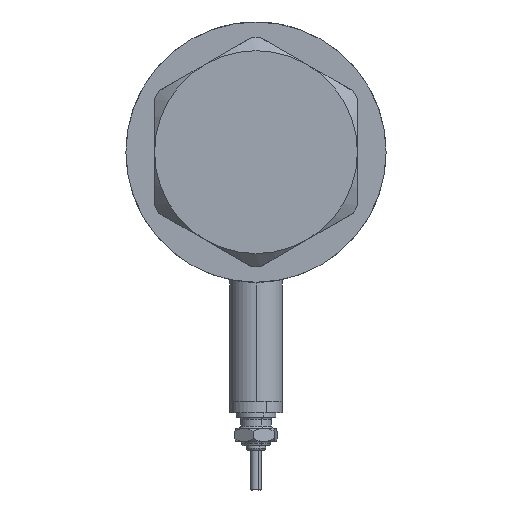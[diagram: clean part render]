
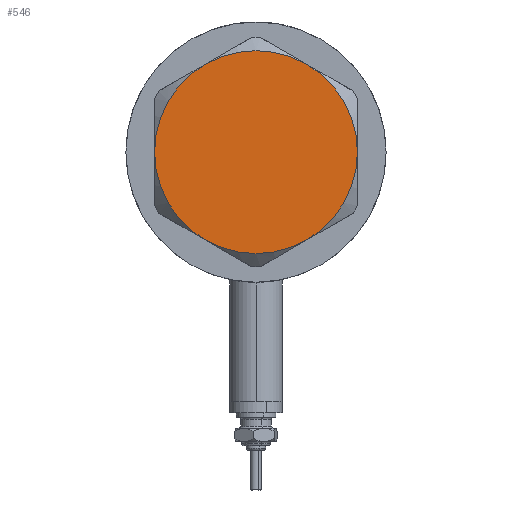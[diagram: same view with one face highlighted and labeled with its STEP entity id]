
A CAD part, left-side view. The second image highlights one B-rep face of the part: STEP entity #546.
In plain terms, the highlighted face is planar.
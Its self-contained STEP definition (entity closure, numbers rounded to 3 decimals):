
#138 = DIRECTION ( 'NONE',  ( 0., 0., 1. ) ) ;
#339 = CARTESIAN_POINT ( 'NONE',  ( 0., 0., 13. ) ) ;
#452 = AXIS2_PLACEMENT_3D ( 'NONE', #3430, #2937, #610 ) ;
#540 = CARTESIAN_POINT ( 'NONE',  ( 0., 0., 13. ) ) ;
#546 = ADVANCED_FACE ( 'NONE', ( #1694 ), #2940, .T. ) ;
#610 = DIRECTION ( 'NONE',  ( 1., 0., 0. ) ) ;
#640 = CARTESIAN_POINT ( 'NONE',  ( 0., 0., 13. ) ) ;
#767 = DIRECTION ( 'NONE',  ( 0., 0., 1. ) ) ;
#799 = DIRECTION ( 'NONE',  ( 0., 0., 1. ) ) ;
#842 = EDGE_LOOP ( 'NONE', ( #1605, #4928, #2859, #4609, #2281, #947 ) ) ;
#866 = VERTEX_POINT ( 'NONE', #2360 ) ;
#947 = ORIENTED_EDGE ( 'NONE', *, *, #2778, .T. ) ;
#1035 = CIRCLE ( 'NONE', #3423, 23. ) ;
#1122 = EDGE_CURVE ( 'NONE', #3858, #866, #2316, .T. ) ;
#1298 = CIRCLE ( 'NONE', #3772, 23. ) ;
#1554 = CARTESIAN_POINT ( 'NONE',  ( 0., 0., 13. ) ) ;
#1581 = DIRECTION ( 'NONE',  ( 0., 0., 1. ) ) ;
#1605 = ORIENTED_EDGE ( 'NONE', *, *, #1122, .T. ) ;
#1645 = CARTESIAN_POINT ( 'NONE',  ( 0., 0., 13. ) ) ;
#1694 = FACE_OUTER_BOUND ( 'NONE', #842, .T. ) ;
#1909 = EDGE_CURVE ( 'NONE', #5710, #5585, #1298, .T. ) ;
#1951 = DIRECTION ( 'NONE',  ( 1., 0., 0. ) ) ;
#2068 = CARTESIAN_POINT ( 'NONE',  ( 0., 0., 13. ) ) ;
#2166 = CIRCLE ( 'NONE', #452, 23. ) ;
#2281 = ORIENTED_EDGE ( 'NONE', *, *, #3033, .T. ) ;
#2316 = CIRCLE ( 'NONE', #3864, 23. ) ;
#2360 = CARTESIAN_POINT ( 'NONE',  ( 23., 0., 13. ) ) ;
#2502 = CARTESIAN_POINT ( 'NONE',  ( -23., 0., 13. ) ) ;
#2514 = DIRECTION ( 'NONE',  ( 1., 0., 0. ) ) ;
#2573 = VERTEX_POINT ( 'NONE', #2664 ) ;
#2630 = AXIS2_PLACEMENT_3D ( 'NONE', #1645, #138, #1951 ) ;
#2664 = CARTESIAN_POINT ( 'NONE',  ( 11.5, 19.919, 13. ) ) ;
#2702 = EDGE_CURVE ( 'NONE', #2573, #5710, #1035, .T. ) ;
#2778 = EDGE_CURVE ( 'NONE', #4734, #3858, #2166, .T. ) ;
#2859 = ORIENTED_EDGE ( 'NONE', *, *, #2702, .T. ) ;
#2937 = DIRECTION ( 'NONE',  ( 0., 0., 1. ) ) ;
#2940 = PLANE ( 'NONE',  #2982 ) ;
#2982 = AXIS2_PLACEMENT_3D ( 'NONE', #640, #5352, #3001 ) ;
#3001 = DIRECTION ( 'NONE',  ( 1., 0., 0. ) ) ;
#3033 = EDGE_CURVE ( 'NONE', #5585, #4734, #5629, .T. ) ;
#3100 = DIRECTION ( 'NONE',  ( 1., 0., 0. ) ) ;
#3376 = CARTESIAN_POINT ( 'NONE',  ( -11.5, -19.919, 13. ) ) ;
#3423 = AXIS2_PLACEMENT_3D ( 'NONE', #1554, #1581, #2514 ) ;
#3430 = CARTESIAN_POINT ( 'NONE',  ( 0., 0., 13. ) ) ;
#3565 = EDGE_CURVE ( 'NONE', #866, #2573, #5808, .T. ) ;
#3573 = DIRECTION ( 'NONE',  ( 1., 0., 0. ) ) ;
#3602 = CARTESIAN_POINT ( 'NONE',  ( 11.5, -19.919, 13. ) ) ;
#3687 = CARTESIAN_POINT ( 'NONE',  ( -11.5, 19.919, 13. ) ) ;
#3754 = DIRECTION ( 'NONE',  ( 1., 0., 0. ) ) ;
#3772 = AXIS2_PLACEMENT_3D ( 'NONE', #339, #799, #3100 ) ;
#3811 = AXIS2_PLACEMENT_3D ( 'NONE', #2068, #767, #3573 ) ;
#3858 = VERTEX_POINT ( 'NONE', #3602 ) ;
#3864 = AXIS2_PLACEMENT_3D ( 'NONE', #540, #4669, #3754 ) ;
#4609 = ORIENTED_EDGE ( 'NONE', *, *, #1909, .T. ) ;
#4669 = DIRECTION ( 'NONE',  ( 0., 0., 1. ) ) ;
#4734 = VERTEX_POINT ( 'NONE', #3376 ) ;
#4928 = ORIENTED_EDGE ( 'NONE', *, *, #3565, .T. ) ;
#5352 = DIRECTION ( 'NONE',  ( 0., 0., 1. ) ) ;
#5585 = VERTEX_POINT ( 'NONE', #2502 ) ;
#5629 = CIRCLE ( 'NONE', #3811, 23. ) ;
#5710 = VERTEX_POINT ( 'NONE', #3687 ) ;
#5808 = CIRCLE ( 'NONE', #2630, 23. ) ;
